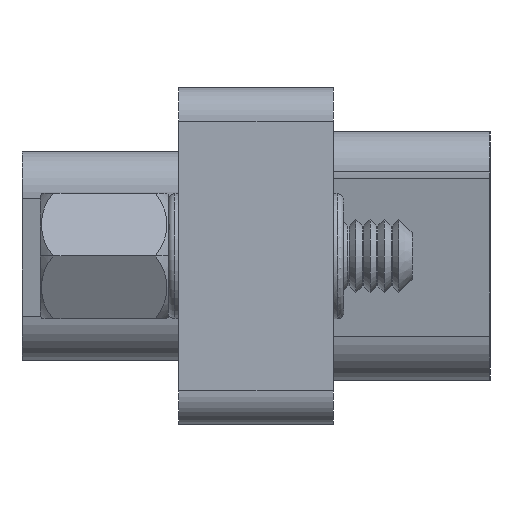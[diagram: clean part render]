
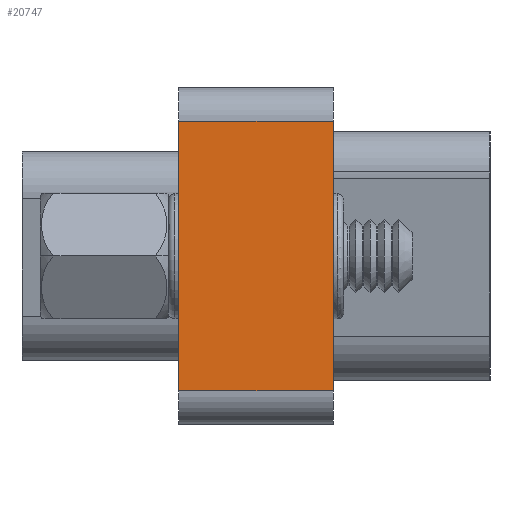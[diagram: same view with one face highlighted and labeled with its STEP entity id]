
A CAD part, left-side view. The second image highlights one B-rep face of the part: STEP entity #20747.
In plain terms, the highlighted planar face has unit normal (-1, 0, 0).
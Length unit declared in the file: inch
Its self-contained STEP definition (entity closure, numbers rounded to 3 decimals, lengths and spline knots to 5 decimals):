
#338 = DIRECTION ( 'NONE',  ( 0., 0., -1. ) ) ;
#725 = DIRECTION ( 'NONE',  ( 0., 0., 1. ) ) ;
#2123 = VERTEX_POINT ( 'NONE', #32061 ) ;
#2178 = DIRECTION ( 'NONE',  ( 0., -1., 0. ) ) ;
#3158 = DIRECTION ( 'NONE',  ( 1., 0., 0. ) ) ;
#4159 = VECTOR ( 'NONE', #2178, 39.37008 ) ;
#5014 = VECTOR ( 'NONE', #24345, 39.37008 ) ;
#5661 = VECTOR ( 'NONE', #725, 39.37008 ) ;
#5964 = DIRECTION ( 'NONE',  ( 0., 0., 1. ) ) ;
#6476 = EDGE_CURVE ( 'NONE', #34517, #13192, #11774, .T. ) ;
#6903 = LINE ( 'NONE', #15902, #5661 ) ;
#9350 = ORIENTED_EDGE ( 'NONE', *, *, #14218, .T. ) ;
#9405 = ORIENTED_EDGE ( 'NONE', *, *, #6476, .T. ) ;
#9556 = PLANE ( 'NONE',  #10385 ) ;
#10385 = AXIS2_PLACEMENT_3D ( 'NONE', #18532, #3158, #338 ) ;
#11774 = LINE ( 'NONE', #24133, #5014 ) ;
#12395 = CARTESIAN_POINT ( 'NONE',  ( -1.365, -0.115, 0.2 ) ) ;
#13192 = VERTEX_POINT ( 'NONE', #16441 ) ;
#14218 = EDGE_CURVE ( 'NONE', #2123, #25080, #32750, .T. ) ;
#15902 = CARTESIAN_POINT ( 'NONE',  ( -1.365, 0.115, 0.25 ) ) ;
#16441 = CARTESIAN_POINT ( 'NONE',  ( -1.365, 0.115, 0.2 ) ) ;
#17026 = ORIENTED_EDGE ( 'NONE', *, *, #29095, .F. ) ;
#18329 = LINE ( 'NONE', #30320, #38086 ) ;
#18532 = CARTESIAN_POINT ( 'NONE',  ( -1.365, 0.115, 0.25 ) ) ;
#20747 = ADVANCED_FACE ( 'NONE', ( #21316 ), #9556, .F. ) ;
#21316 = FACE_OUTER_BOUND ( 'NONE', #21411, .T. ) ;
#21411 = EDGE_LOOP ( 'NONE', ( #27530, #9405, #17026, #9350 ) ) ;
#22627 = CARTESIAN_POINT ( 'NONE',  ( -1.365, -0.115, -0.2 ) ) ;
#24133 = CARTESIAN_POINT ( 'NONE',  ( -1.365, 0.115, 0.2 ) ) ;
#24345 = DIRECTION ( 'NONE',  ( 0., 1., 0. ) ) ;
#25080 = VERTEX_POINT ( 'NONE', #22627 ) ;
#27530 = ORIENTED_EDGE ( 'NONE', *, *, #37994, .T. ) ;
#29095 = EDGE_CURVE ( 'NONE', #2123, #13192, #6903, .T. ) ;
#30320 = CARTESIAN_POINT ( 'NONE',  ( -1.365, -0.115, 0.25 ) ) ;
#32061 = CARTESIAN_POINT ( 'NONE',  ( -1.365, 0.115, -0.2 ) ) ;
#32750 = LINE ( 'NONE', #38347, #4159 ) ;
#34517 = VERTEX_POINT ( 'NONE', #12395 ) ;
#37994 = EDGE_CURVE ( 'NONE', #25080, #34517, #18329, .T. ) ;
#38086 = VECTOR ( 'NONE', #5964, 39.37008 ) ;
#38347 = CARTESIAN_POINT ( 'NONE',  ( -1.365, 0.115, -0.2 ) ) ;
